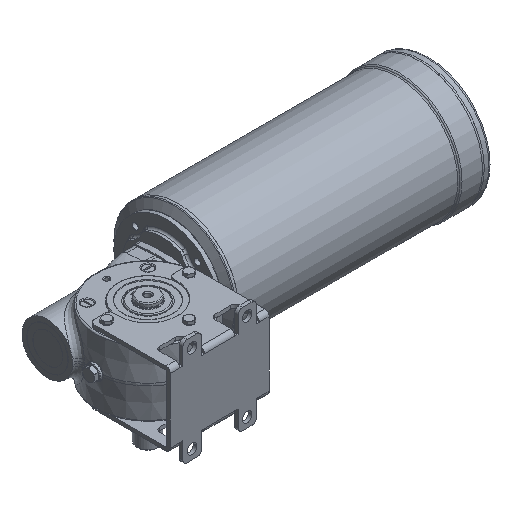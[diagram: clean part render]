
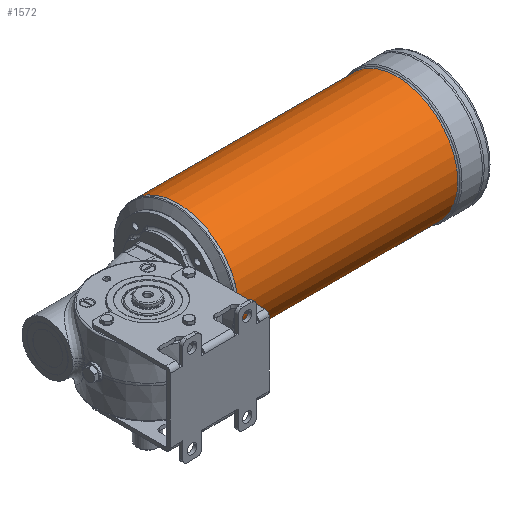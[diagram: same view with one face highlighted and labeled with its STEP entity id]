
A CAD part, isometric view. The second image highlights one B-rep face of the part: STEP entity #1572.
In plain terms, the highlighted cylindrical face has radius 69.5 mm (diameter 139 mm), a full revolution.
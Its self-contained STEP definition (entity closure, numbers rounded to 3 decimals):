
#1572 = ADVANCED_FACE( '', ( #3612, #3613 ), #3614, .T. );
#3612 = FACE_OUTER_BOUND( '', #7694, .T. );
#3613 = FACE_OUTER_BOUND( '', #7695, .T. );
#3614 = CYLINDRICAL_SURFACE( '', #7696, 69.5 );
#7694 = EDGE_LOOP( '', ( #13673 ) );
#7695 = EDGE_LOOP( '', ( #13674 ) );
#7696 = AXIS2_PLACEMENT_3D( '', #13675, #13676, #13677 );
#13673 = ORIENTED_EDGE( '', *, *, #16819, .T. );
#13674 = ORIENTED_EDGE( '', *, *, #16948, .T. );
#13675 = CARTESIAN_POINT( '', ( 244.168, 50., 0. ) );
#13676 = DIRECTION( '', ( -1., 0., 0. ) );
#13677 = DIRECTION( '', ( 0., 1., 0. ) );
#16819 = EDGE_CURVE( '', #19505, #19505, #19506, .F. );
#16948 = EDGE_CURVE( '', #19716, #19716, #19717, .T. );
#19505 = VERTEX_POINT( '', #23871 );
#19506 = CIRCLE( '', #23872, 69.5 );
#19716 = VERTEX_POINT( '', #24310 );
#19717 = CIRCLE( '', #24311, 69.5 );
#23871 = CARTESIAN_POINT( '', ( 334.672, 119.5, 0. ) );
#23872 = AXIS2_PLACEMENT_3D( '', #28774, #28775, #28776 );
#24310 = CARTESIAN_POINT( '', ( 84., 119.5, 0. ) );
#24311 = AXIS2_PLACEMENT_3D( '', #28939, #28940, #28941 );
#28774 = CARTESIAN_POINT( '', ( 334.672, 50., 0. ) );
#28775 = DIRECTION( '', ( 1., 0., 0. ) );
#28776 = DIRECTION( '', ( 0., 1., 0. ) );
#28939 = CARTESIAN_POINT( '', ( 84., 50., 0. ) );
#28940 = DIRECTION( '', ( 1., 0., 0. ) );
#28941 = DIRECTION( '', ( 0., 1., 0. ) );
